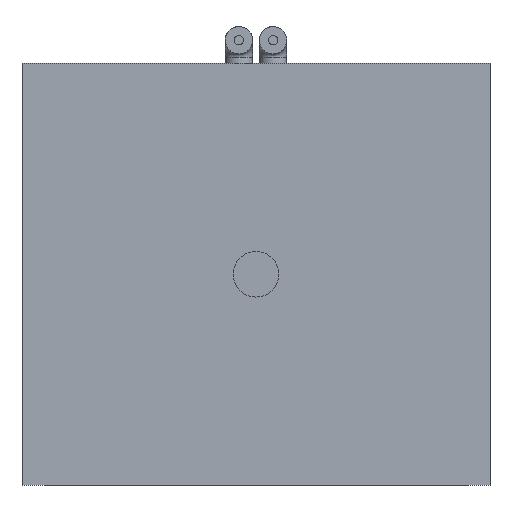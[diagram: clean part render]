
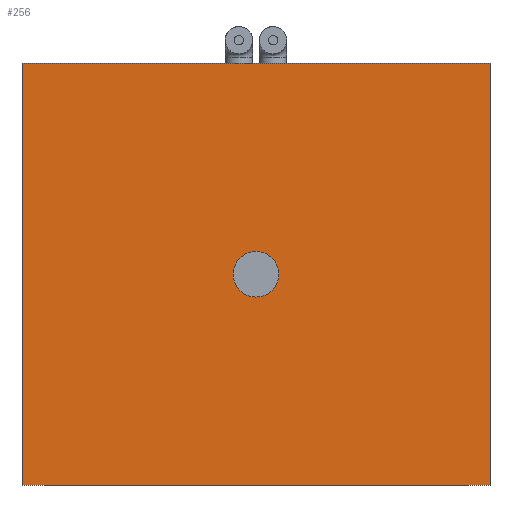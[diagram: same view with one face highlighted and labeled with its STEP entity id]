
A CAD part, left-side view. The second image highlights one B-rep face of the part: STEP entity #256.
In plain terms, the highlighted planar face has unit normal (-1, 0, 0).
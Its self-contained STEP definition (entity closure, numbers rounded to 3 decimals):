
#256 = ADVANCED_FACE( '', ( #497, #498 ), #499, .T. );
#497 = FACE_BOUND( '', #809, .T. );
#498 = FACE_OUTER_BOUND( '', #810, .T. );
#499 = PLANE( '', #811 );
#809 = EDGE_LOOP( '', ( #1169 ) );
#810 = EDGE_LOOP( '', ( #1170, #1171, #1172, #1173 ) );
#811 = AXIS2_PLACEMENT_3D( '', #1174, #1175, #1176 );
#1169 = ORIENTED_EDGE( '', *, *, #1709, .F. );
#1170 = ORIENTED_EDGE( '', *, *, #1710, .F. );
#1171 = ORIENTED_EDGE( '', *, *, #1711, .F. );
#1172 = ORIENTED_EDGE( '', *, *, #1712, .T. );
#1173 = ORIENTED_EDGE( '', *, *, #1654, .T. );
#1174 = CARTESIAN_POINT( '', ( -25., -20.5, -18.5 ) );
#1175 = DIRECTION( '', ( -1., 0., 0. ) );
#1176 = DIRECTION( '', ( 0., 0., 1. ) );
#1654 = EDGE_CURVE( '', #1884, #1881, #1885, .T. );
#1709 = EDGE_CURVE( '', #1977, #1977, #1978, .T. );
#1710 = EDGE_CURVE( '', #1979, #1881, #1980, .T. );
#1711 = EDGE_CURVE( '', #1981, #1979, #1982, .T. );
#1712 = EDGE_CURVE( '', #1981, #1884, #1983, .T. );
#1881 = VERTEX_POINT( '', #2264 );
#1884 = VERTEX_POINT( '', #2268 );
#1885 = LINE( '', #2269, #2270 );
#1977 = VERTEX_POINT( '', #2384 );
#1978 = CIRCLE( '', #2385, 2. );
#1979 = VERTEX_POINT( '', #2386 );
#1980 = LINE( '', #2387, #2388 );
#1981 = VERTEX_POINT( '', #2389 );
#1982 = LINE( '', #2390, #2391 );
#1983 = LINE( '', #2392, #2393 );
#2264 = CARTESIAN_POINT( '', ( -25., 20.5, 18.5 ) );
#2268 = CARTESIAN_POINT( '', ( -25., -20.5, 18.5 ) );
#2269 = CARTESIAN_POINT( '', ( -25., -20.5, 18.5 ) );
#2270 = VECTOR( '', #2776, 1000. );
#2384 = CARTESIAN_POINT( '', ( -25., 0., 2. ) );
#2385 = AXIS2_PLACEMENT_3D( '', #2853, #2854, #2855 );
#2386 = CARTESIAN_POINT( '', ( -25., 20.5, -18.5 ) );
#2387 = CARTESIAN_POINT( '', ( -25., 20.5, -18.5 ) );
#2388 = VECTOR( '', #2856, 1000. );
#2389 = CARTESIAN_POINT( '', ( -25., -20.5, -18.5 ) );
#2390 = CARTESIAN_POINT( '', ( -25., -20.5, -18.5 ) );
#2391 = VECTOR( '', #2857, 1000. );
#2392 = CARTESIAN_POINT( '', ( -25., -20.5, -18.5 ) );
#2393 = VECTOR( '', #2858, 1000. );
#2776 = DIRECTION( '', ( 0., 1., 0. ) );
#2853 = CARTESIAN_POINT( '', ( -25., 0., 0. ) );
#2854 = DIRECTION( '', ( -1., 0., 0. ) );
#2855 = DIRECTION( '', ( 0., 0., 1. ) );
#2856 = DIRECTION( '', ( 0., 0., 1. ) );
#2857 = DIRECTION( '', ( 0., 1., 0. ) );
#2858 = DIRECTION( '', ( 0., 0., 1. ) );
